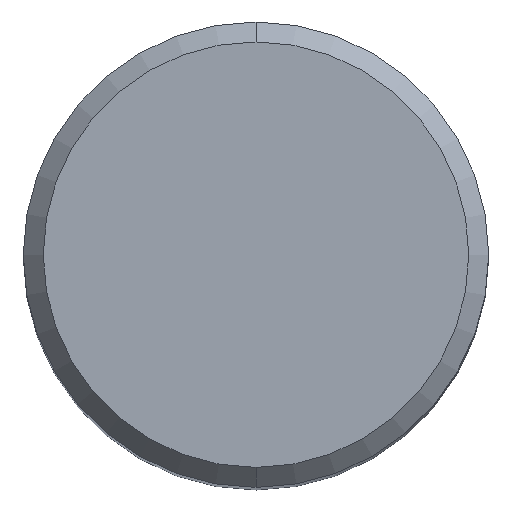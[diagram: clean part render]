
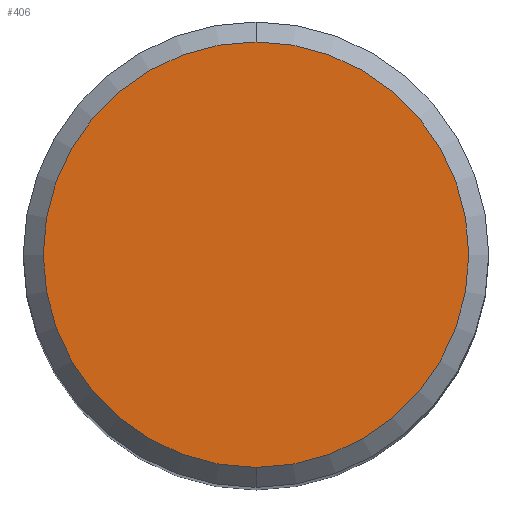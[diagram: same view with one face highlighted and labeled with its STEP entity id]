
A CAD part, top view. The second image highlights one B-rep face of the part: STEP entity #406.
In plain terms, the highlighted planar face has unit normal (0, 0, 1).
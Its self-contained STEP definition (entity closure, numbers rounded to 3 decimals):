
#204=EDGE_CURVE('',#422,#392,#507,.T.);
#284=EDGE_CURVE('',#392,#422,#593,.T.);
#392=VERTEX_POINT('',#713);
#406=ADVANCED_FACE('',(#730),#731,.T.);
#422=VERTEX_POINT('',#750);
#507=CIRCLE('',#866,6.4);
#593=CIRCLE('',#1065,6.4);
#713=CARTESIAN_POINT('',(0.0,6.4,0.0));
#730=FACE_OUTER_BOUND('',#1315,.T.);
#731=PLANE('',#1316);
#750=CARTESIAN_POINT('',(0.,-6.4,0.0));
#866=AXIS2_PLACEMENT_3D('',#1504,#1505,#1506);
#1065=AXIS2_PLACEMENT_3D('',#1581,#1582,#1583);
#1315=EDGE_LOOP('',(#1764,#1765));
#1316=AXIS2_PLACEMENT_3D('',#1766,#1767,#1768);
#1504=CARTESIAN_POINT('',(0.0,0.0,0.0));
#1505=DIRECTION('',(0.0,0.0,-1.0));
#1506=DIRECTION('',(0.0,1.0,0.0));
#1581=CARTESIAN_POINT('',(0.0,0.0,0.0));
#1582=DIRECTION('',(0.0,0.0,-1.0));
#1583=DIRECTION('',(0.0,1.0,0.0));
#1764=ORIENTED_EDGE('',*,*,#284,.F.);
#1765=ORIENTED_EDGE('',*,*,#204,.F.);
#1766=CARTESIAN_POINT('',(0.0,3.2,0.0));
#1767=DIRECTION('',(-0.0,0.0,1.0));
#1768=DIRECTION('',(0.0,-1.0,0.0));
